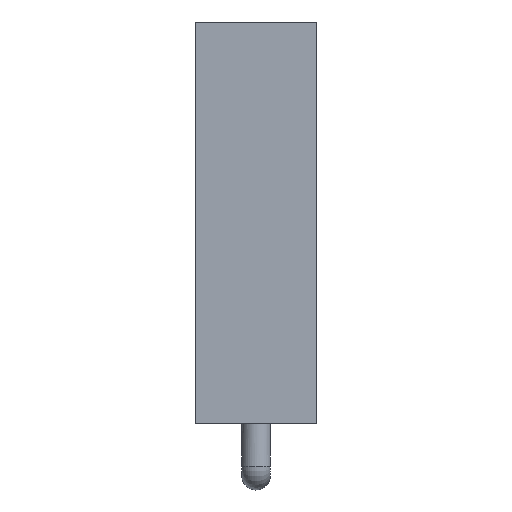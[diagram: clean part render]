
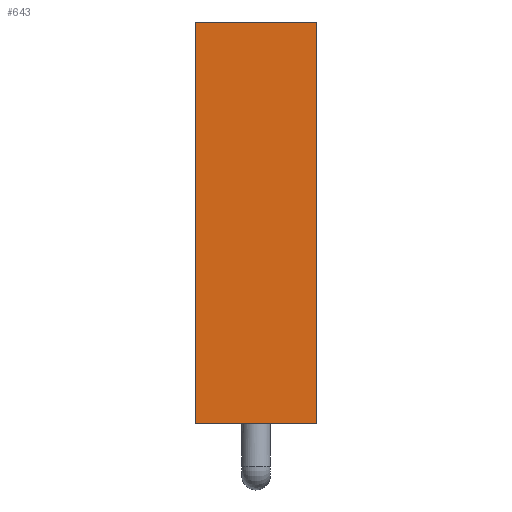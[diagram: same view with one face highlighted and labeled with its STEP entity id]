
A CAD part, front view. The second image highlights one B-rep face of the part: STEP entity #643.
In plain terms, the highlighted planar face has unit normal (0, -1, 0).
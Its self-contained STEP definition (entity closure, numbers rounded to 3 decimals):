
#643=ADVANCED_FACE('',(#1198),#1200,.T.);
#1198=FACE_BOUND('',#1199,.T.);
#1199=EDGE_LOOP('',(#1626,#1627,#1628,#1629));
#1200=PLANE('',#1201);
#1201=AXIS2_PLACEMENT_3D('',#1202,#1203,#1204);
#1202=CARTESIAN_POINT('',(-1.27,-1.27,0.));
#1203=DIRECTION('',(0.,-1.,0.));
#1204=DIRECTION('',(1.,0.,0.));
#1626=ORIENTED_EDGE('',*,*,#1843,.T.);
#1627=ORIENTED_EDGE('',*,*,#1831,.T.);
#1628=ORIENTED_EDGE('',*,*,#1827,.F.);
#1629=ORIENTED_EDGE('',*,*,#1841,.F.);
#1827=EDGE_CURVE('',#2130,#2125,#2132,.T.);
#1831=EDGE_CURVE('',#2139,#2125,#2140,.T.);
#1841=EDGE_CURVE('',#2156,#2130,#2158,.T.);
#1843=EDGE_CURVE('',#2156,#2139,#2160,.T.);
#2125=VERTEX_POINT('',#2822);
#2130=VERTEX_POINT('',#2831);
#2132=LINE('',#2835,#2836);
#2139=VERTEX_POINT('',#2850);
#2140=LINE('',#2851,#2852);
#2156=VERTEX_POINT('',#2885);
#2158=LINE('',#2889,#2890);
#2160=LINE('',#2895,#2896);
#2822=CARTESIAN_POINT('',(1.27,-1.27,8.4));
#2831=CARTESIAN_POINT('',(-1.27,-1.27,8.4));
#2835=CARTESIAN_POINT('',(-1.27,-1.27,8.4));
#2836=VECTOR('',#2837,1.);
#2837=DIRECTION('',(1.,0.,0.));
#2850=CARTESIAN_POINT('',(1.27,-1.27,0.));
#2851=CARTESIAN_POINT('',(1.27,-1.27,0.));
#2852=VECTOR('',#2853,1.);
#2853=DIRECTION('',(0.,0.,1.));
#2885=CARTESIAN_POINT('',(-1.27,-1.27,0.));
#2889=CARTESIAN_POINT('',(-1.27,-1.27,0.));
#2890=VECTOR('',#2891,1.);
#2891=DIRECTION('',(0.,0.,1.));
#2895=CARTESIAN_POINT('',(-1.27,-1.27,0.));
#2896=VECTOR('',#2897,1.);
#2897=DIRECTION('',(1.,0.,0.));
